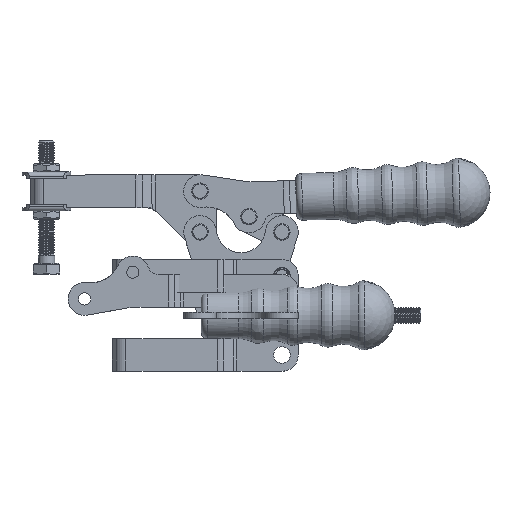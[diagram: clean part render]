
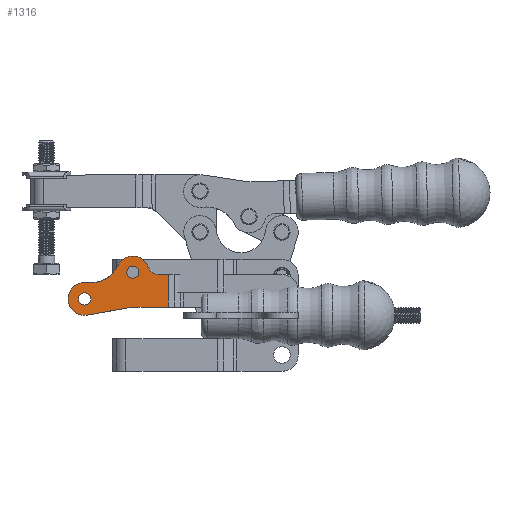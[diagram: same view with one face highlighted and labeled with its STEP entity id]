
A CAD part, top view. The second image highlights one B-rep face of the part: STEP entity #1316.
In plain terms, the highlighted planar face has unit normal (0, 0, 1).
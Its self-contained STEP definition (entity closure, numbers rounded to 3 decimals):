
#1316 = ADVANCED_FACE( '', ( #3020, #3021, #3022 ), #3023, .T. );
#3020 = FACE_BOUND( '', #5067, .T. );
#3021 = FACE_BOUND( '', #5068, .T. );
#3022 = FACE_OUTER_BOUND( '', #5069, .T. );
#3023 = PLANE( '', #5070 );
#5067 = EDGE_LOOP( '', ( #8145 ) );
#5068 = EDGE_LOOP( '', ( #8146 ) );
#5069 = EDGE_LOOP( '', ( #8147, #8148, #8149, #8150, #8151, #8152, #8153, #8154, #8155, #8156 ) );
#5070 = AXIS2_PLACEMENT_3D( '', #8157, #8158, #8159 );
#8145 = ORIENTED_EDGE( '', *, *, #9722, .F. );
#8146 = ORIENTED_EDGE( '', *, *, #10083, .F. );
#8147 = ORIENTED_EDGE( '', *, *, #9708, .F. );
#8148 = ORIENTED_EDGE( '', *, *, #9936, .F. );
#8149 = ORIENTED_EDGE( '', *, *, #10472, .T. );
#8150 = ORIENTED_EDGE( '', *, *, #10427, .T. );
#8151 = ORIENTED_EDGE( '', *, *, #10602, .T. );
#8152 = ORIENTED_EDGE( '', *, *, #9914, .F. );
#8153 = ORIENTED_EDGE( '', *, *, #9764, .T. );
#8154 = ORIENTED_EDGE( '', *, *, #10603, .T. );
#8155 = ORIENTED_EDGE( '', *, *, #10604, .T. );
#8156 = ORIENTED_EDGE( '', *, *, #10605, .F. );
#8157 = CARTESIAN_POINT( '', ( -112.5, 29., 6. ) );
#8158 = DIRECTION( '', ( 0., 0., 1. ) );
#8159 = DIRECTION( '', ( 1., 0., 0. ) );
#9708 = EDGE_CURVE( '', #11181, #11182, #11183, .F. );
#9722 = EDGE_CURVE( '', #11205, #11205, #11206, .T. );
#9764 = EDGE_CURVE( '', #11277, #11275, #11278, .T. );
#9914 = EDGE_CURVE( '', #11277, #11526, #11527, .T. );
#9936 = EDGE_CURVE( '', #11560, #11181, #11561, .T. );
#10083 = EDGE_CURVE( '', #11807, #11807, #11808, .T. );
#10427 = EDGE_CURVE( '', #12324, #12329, #12331, .F. );
#10472 = EDGE_CURVE( '', #11560, #12324, #12395, .T. );
#10602 = EDGE_CURVE( '', #12329, #11526, #12576, .T. );
#10603 = EDGE_CURVE( '', #11275, #12577, #12578, .F. );
#10604 = EDGE_CURVE( '', #12577, #12579, #12580, .T. );
#10605 = EDGE_CURVE( '', #11182, #12579, #12581, .T. );
#11181 = VERTEX_POINT( '', #13300 );
#11182 = VERTEX_POINT( '', #13301 );
#11183 = CIRCLE( '', #13302, 8. );
#11205 = VERTEX_POINT( '', #13326 );
#11206 = CIRCLE( '', #13327, 3. );
#11275 = VERTEX_POINT( '', #13409 );
#11277 = VERTEX_POINT( '', #13412 );
#11278 = LINE( '', #13413, #13414 );
#11526 = VERTEX_POINT( '', #13822 );
#11527 = LINE( '', #13823, #13824 );
#11560 = VERTEX_POINT( '', #13857 );
#11561 = LINE( '', #13858, #13859 );
#11807 = VERTEX_POINT( '', #14203 );
#11808 = CIRCLE( '', #14204, 3. );
#12324 = VERTEX_POINT( '', #14981 );
#12329 = VERTEX_POINT( '', #14987 );
#12331 = CIRCLE( '', #14990, 20. );
#12395 = LINE( '', #15078, #15079 );
#12576 = LINE( '', #15319, #15320 );
#12577 = VERTEX_POINT( '', #15321 );
#12578 = CIRCLE( '', #15322, 5. );
#12579 = VERTEX_POINT( '', #15323 );
#12580 = CIRCLE( '', #15324, 8. );
#12581 = CIRCLE( '', #15325, 15. );
#13300 = CARTESIAN_POINT( '', ( -104.5, 0., 6. ) );
#13301 = CARTESIAN_POINT( '', ( -103.519, 15.94, 6. ) );
#13302 = AXIS2_PLACEMENT_3D( '', #16148, #16149, #16150 );
#13326 = CARTESIAN_POINT( '', ( -77.885, 21.09, 6. ) );
#13327 = AXIS2_PLACEMENT_3D( '', #16174, #16175, #16176 );
#13409 = CARTESIAN_POINT( '', ( -68.516, 20., 6. ) );
#13412 = CARTESIAN_POINT( '', ( -63.608, 20., 6. ) );
#13413 = CARTESIAN_POINT( '', ( -112.5, 20., 6. ) );
#13414 = VECTOR( '', #16239, 1000. );
#13822 = CARTESIAN_POINT( '', ( -63.608, 4., 6. ) );
#13823 = CARTESIAN_POINT( '', ( -63.608, 29., 6. ) );
#13824 = VECTOR( '', #16451, 1000. );
#13857 = CARTESIAN_POINT( '', ( -103.8, 0., 6. ) );
#13858 = CARTESIAN_POINT( '', ( -112.5, 0., 6. ) );
#13859 = VECTOR( '', #16488, 1000. );
#14203 = CARTESIAN_POINT( '', ( -101.5, 8., 6. ) );
#14204 = AXIS2_PLACEMENT_3D( '', #16695, #16696, #16697 );
#14981 = CARTESIAN_POINT( '', ( -82.838, 3.696, 6. ) );
#14987 = CARTESIAN_POINT( '', ( -79.365, 4., 6. ) );
#14990 = AXIS2_PLACEMENT_3D( '', #17167, #17168, #17169 );
#15078 = CARTESIAN_POINT( '', ( -107.278, -0.613, 6. ) );
#15079 = VECTOR( '', #17230, 1000. );
#15319 = CARTESIAN_POINT( '', ( -112.5, 4., 6. ) );
#15320 = VECTOR( '', #17394, 1000. );
#15321 = CARTESIAN_POINT( '', ( -73.273, 23.462, 6. ) );
#15322 = AXIS2_PLACEMENT_3D( '', #17395, #17396, #17397 );
#15323 = CARTESIAN_POINT( '', ( -88.118, 24.418, 6. ) );
#15324 = AXIS2_PLACEMENT_3D( '', #17398, #17399, #17400 );
#15325 = AXIS2_PLACEMENT_3D( '', #17401, #17402, #17403 );
#16148 = CARTESIAN_POINT( '', ( -104.5, 8., 6. ) );
#16149 = DIRECTION( '', ( 0., 0., 1. ) );
#16150 = DIRECTION( '', ( 1., 0., 0. ) );
#16174 = CARTESIAN_POINT( '', ( -80.885, 21.09, 6. ) );
#16175 = DIRECTION( '', ( 0., 0., 1. ) );
#16176 = DIRECTION( '', ( 1., 0., 0. ) );
#16239 = DIRECTION( '', ( -1., 0., 0. ) );
#16451 = DIRECTION( '', ( 0., -1., 0. ) );
#16488 = DIRECTION( '', ( -1., 0., 0. ) );
#16695 = CARTESIAN_POINT( '', ( -104.5, 8., 6. ) );
#16696 = DIRECTION( '', ( 0., 0., 1. ) );
#16697 = DIRECTION( '', ( 1., 0., 0. ) );
#17167 = CARTESIAN_POINT( '', ( -79.365, -16., 6. ) );
#17168 = DIRECTION( '', ( 0., 0., 1. ) );
#17169 = DIRECTION( '', ( 1., 0., 0. ) );
#17230 = DIRECTION( '', ( 0.985, 0.174, 0. ) );
#17394 = DIRECTION( '', ( 1., 0., 0. ) );
#17395 = CARTESIAN_POINT( '', ( -68.516, 25., 6. ) );
#17396 = DIRECTION( '', ( 0., 0., 1. ) );
#17397 = DIRECTION( '', ( 1., 0., 0. ) );
#17398 = CARTESIAN_POINT( '', ( -80.885, 21., 6. ) );
#17399 = DIRECTION( '', ( 0., 0., 1. ) );
#17400 = DIRECTION( '', ( 1., 0., 0. ) );
#17401 = CARTESIAN_POINT( '', ( -101.68, 30.827, 6. ) );
#17402 = DIRECTION( '', ( 0., 0., 1. ) );
#17403 = DIRECTION( '', ( 1., 0., 0. ) );
